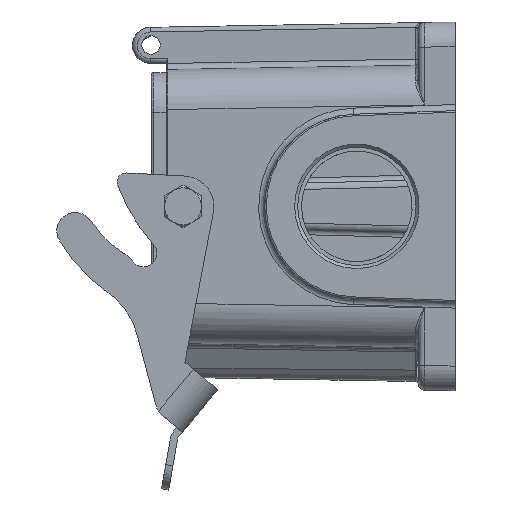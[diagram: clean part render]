
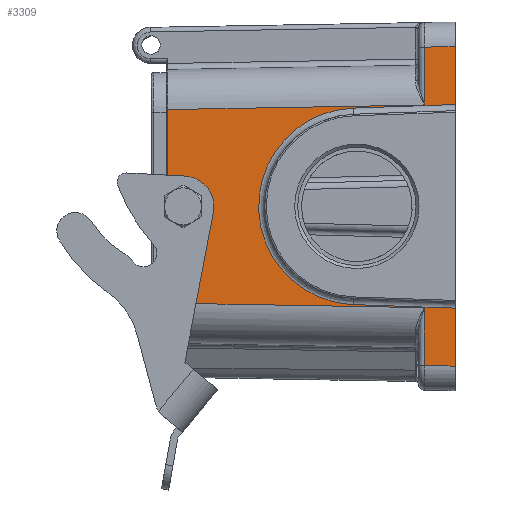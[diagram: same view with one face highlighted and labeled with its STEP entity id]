
A CAD part, left-side view. The second image highlights one B-rep face of the part: STEP entity #3309.
In plain terms, the highlighted planar face has unit normal (-1, 0.018, 0).
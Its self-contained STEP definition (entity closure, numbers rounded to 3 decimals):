
#265=ELLIPSE('',#13160,2.4,2.4);
#412=ELLIPSE('',#13525,32.005,32.);
#1009=FACE_BOUND('',#5095,.T.);
#1010=FACE_BOUND('',#5096,.T.);
#1311=LINE('',#20215,#2194);
#1406=LINE('',#20926,#2289);
#1407=LINE('',#20928,#2290);
#1408=LINE('',#20929,#2291);
#1409=LINE('',#20931,#2292);
#1410=LINE('',#20933,#2293);
#1411=LINE('',#20937,#2294);
#1412=LINE('',#20939,#2295);
#1413=LINE('',#20941,#2296);
#1414=LINE('',#20943,#2297);
#1415=LINE('',#20945,#2298);
#2194=VECTOR('',#15358,1.);
#2289=VECTOR('',#15679,1.);
#2290=VECTOR('',#15682,1.);
#2291=VECTOR('',#15683,1.);
#2292=VECTOR('',#15684,1.);
#2293=VECTOR('',#15685,1.);
#2294=VECTOR('',#15688,1.);
#2295=VECTOR('',#15689,1.);
#2296=VECTOR('',#15690,1.);
#2297=VECTOR('',#15691,1.);
#2298=VECTOR('',#15692,1.);
#3309=ADVANCED_FACE('',(#1009,#1010),#3961,.T.);
#3961=PLANE('',#13526);
#5095=EDGE_LOOP('',(#6767,#6768,#6769,#6770,#6771,#6772,#6773,#6774,#6775,
#6776,#6777,#6778));
#5096=EDGE_LOOP('',(#6779));
#6767=ORIENTED_EDGE('',*,*,#11172,.F.);
#6768=ORIENTED_EDGE('',*,*,#11362,.T.);
#6769=ORIENTED_EDGE('',*,*,#11361,.F.);
#6770=ORIENTED_EDGE('',*,*,#11363,.T.);
#6771=ORIENTED_EDGE('',*,*,#11364,.F.);
#6772=ORIENTED_EDGE('',*,*,#11365,.T.);
#6773=ORIENTED_EDGE('',*,*,#11366,.F.);
#6774=ORIENTED_EDGE('',*,*,#11367,.T.);
#6775=ORIENTED_EDGE('',*,*,#11368,.F.);
#6776=ORIENTED_EDGE('',*,*,#11369,.T.);
#6777=ORIENTED_EDGE('',*,*,#11370,.F.);
#6778=ORIENTED_EDGE('',*,*,#11371,.T.);
#6779=ORIENTED_EDGE('',*,*,#10800,.T.);
#9594=VERTEX_POINT('',#18576);
#9866=VERTEX_POINT('',#20195);
#9867=VERTEX_POINT('',#20216);
#10008=VERTEX_POINT('',#20923);
#10009=VERTEX_POINT('',#20925);
#10010=VERTEX_POINT('',#20930);
#10011=VERTEX_POINT('',#20932);
#10012=VERTEX_POINT('',#20934);
#10013=VERTEX_POINT('',#20936);
#10014=VERTEX_POINT('',#20938);
#10015=VERTEX_POINT('',#20940);
#10016=VERTEX_POINT('',#20942);
#10017=VERTEX_POINT('',#20944);
#10800=EDGE_CURVE('',#9594,#9594,#265,.T.);
#11172=EDGE_CURVE('',#9866,#9867,#1311,.T.);
#11361=EDGE_CURVE('',#10009,#10008,#1406,.T.);
#11362=EDGE_CURVE('',#9866,#10008,#1407,.T.);
#11363=EDGE_CURVE('',#10009,#10010,#1408,.T.);
#11364=EDGE_CURVE('',#10011,#10010,#1409,.T.);
#11365=EDGE_CURVE('',#10011,#10012,#1410,.T.);
#11366=EDGE_CURVE('',#10013,#10012,#412,.T.);
#11367=EDGE_CURVE('',#10013,#10014,#1411,.T.);
#11368=EDGE_CURVE('',#10015,#10014,#1412,.T.);
#11369=EDGE_CURVE('',#10015,#10016,#1413,.T.);
#11370=EDGE_CURVE('',#10017,#10016,#1414,.T.);
#11371=EDGE_CURVE('',#10017,#9867,#1415,.T.);
#13160=AXIS2_PLACEMENT_3D('',#18575,#14704,#14705);
#13525=AXIS2_PLACEMENT_3D('',#20935,#15686,#15687);
#13526=AXIS2_PLACEMENT_3D('',#20946,#15693,#15694);
#14704=DIRECTION('',(1.,-0.017,0.));
#14705=DIRECTION('',(0.017,1.,0.));
#15358=DIRECTION('',(0.,0.,1.));
#15679=DIRECTION('',(0.,0.,1.));
#15682=DIRECTION('',(-0.017,-1.,-0.017));
#15683=DIRECTION('',(-0.017,-1.,-0.017));
#15684=DIRECTION('',(0.,0.,-1.));
#15685=DIRECTION('',(0.017,0.999,0.035));
#15686=DIRECTION('',(-1.,0.017,0.));
#15687=DIRECTION('',(-0.017,-1.,0.));
#15688=DIRECTION('',(-0.017,-0.999,0.035));
#15689=DIRECTION('',(0.,0.,-1.));
#15690=DIRECTION('',(0.017,1.,-0.017));
#15691=DIRECTION('',(0.,0.,1.));
#15692=DIRECTION('',(0.017,1.,-0.017));
#15693=DIRECTION('',(-1.,0.017,0.));
#15694=DIRECTION('',(-0.017,-1.,0.));
#18575=CARTESIAN_POINT('',(-65.853,88.6,0.));
#18576=CARTESIAN_POINT('',(-65.812,91.,0.));
#20195=CARTESIAN_POINT('',(-65.768,93.509,-31.511));
#20215=CARTESIAN_POINT('',(-65.768,93.509,0.));
#20216=CARTESIAN_POINT('',(-65.768,93.509,31.511));
#20923=CARTESIAN_POINT('',(-67.225,10.035,-32.968));
#20925=CARTESIAN_POINT('',(-67.225,10.035,-51.826));
#20926=CARTESIAN_POINT('',(-67.225,10.035,0.));
#20928=CARTESIAN_POINT('',(-67.409,-0.531,-33.152));
#20929=CARTESIAN_POINT('',(-67.404,-0.202,-52.005));
#20930=CARTESIAN_POINT('',(-67.4,0.,-52.001));
#20931=CARTESIAN_POINT('',(-67.4,0.,-33.136));
#20932=CARTESIAN_POINT('',(-67.4,0.,-33.136));
#20933=CARTESIAN_POINT('',(-67.419,-1.061,-33.173));
#20934=CARTESIAN_POINT('',(-66.823,33.082,-31.981));
#20935=CARTESIAN_POINT('',(-66.842,31.965,0.));
#20936=CARTESIAN_POINT('',(-66.823,33.082,31.981));
#20937=CARTESIAN_POINT('',(-67.341,3.371,33.018));
#20938=CARTESIAN_POINT('',(-67.4,0.,33.136));
#20939=CARTESIAN_POINT('',(-67.4,0.,0.));
#20940=CARTESIAN_POINT('',(-67.4,0.,52.001));
#20941=CARTESIAN_POINT('',(-67.365,2.016,51.966));
#20942=CARTESIAN_POINT('',(-67.225,10.035,51.826));
#20943=CARTESIAN_POINT('',(-67.225,10.035,-63.554));
#20944=CARTESIAN_POINT('',(-67.225,10.035,32.968));
#20945=CARTESIAN_POINT('',(-67.371,1.687,33.113));
#20946=CARTESIAN_POINT('',(-67.4,0.,-63.554));
